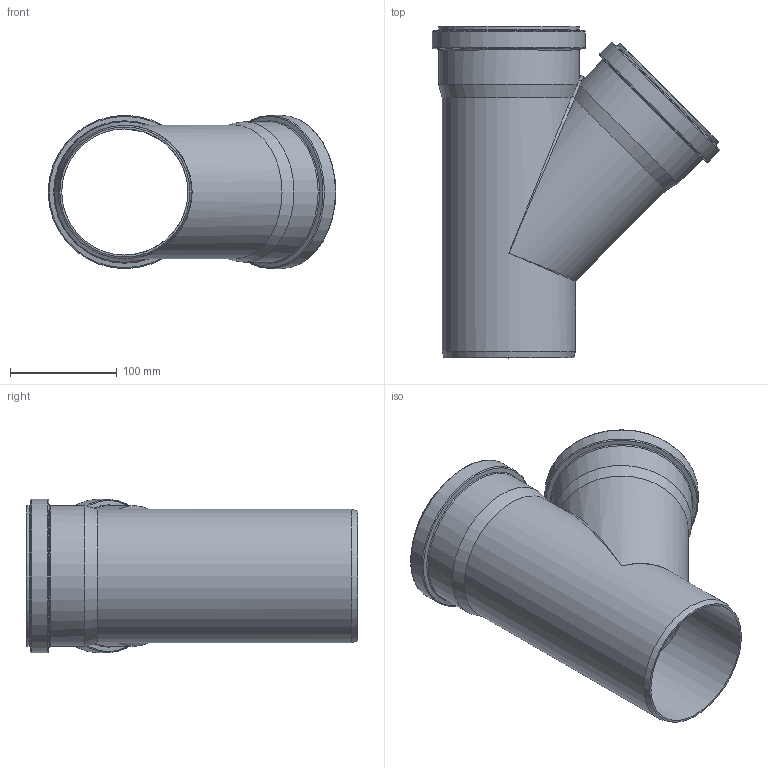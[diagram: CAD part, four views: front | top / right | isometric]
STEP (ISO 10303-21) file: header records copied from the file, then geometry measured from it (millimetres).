
FILE_DESCRIPTION(/* description */ (''),/* implementation_level */ '2;1');
FILE_NAME(/* name */ '221300 KGEA Abzweig DN_OD 125_125_45°.stp',/* time_stamp */ '2017-04-18T10:52:49+02:00',/* author */ ('user1'),/* organization */ (''),/* preprocessor_version */ 'ST-DEVELOPER v16.1',/* originating_system */ 'Autodesk Inventor 2016',/* authorisation */ '');
FILE_SCHEMA (('AUTOMOTIVE_DESIGN { 1 0 10303 214 3 1 1 }'));
Length unit declared in the file: millimetre
Products named in the file (1): 221300 KGEA Abzweig DN_OD 125_125_45°
Bounding box: 269.99 x 311.5 x 143.9 mm (x, y, z)
Volume: 565817.9 mm3; surface area: 343748 mm2
Topology: 1 solids, 1 shells, 78 faces, 183 edges, 103 vertices
Faces by surface type: cylinder 24, torus 20, bspline 13, cone 13, plane 8
Full cylindrical faces by diameter (mm): 118.4 x2, 125.2 x1, 125.7 x2, 125.9 x4, 131.9 x2, 132.1 x2, 137.7 x2, 143.9 x2
Entity records: 116362 total; most frequent: CARTESIAN_POINT 114850, DIRECTION 312, ORIENTED_EDGE 248, AXIS2_PLACEMENT_3D 150, EDGE_LOOP 132, EDGE_CURVE 124, VERTEX_POINT 98, FACE_OUTER_BOUND 78
